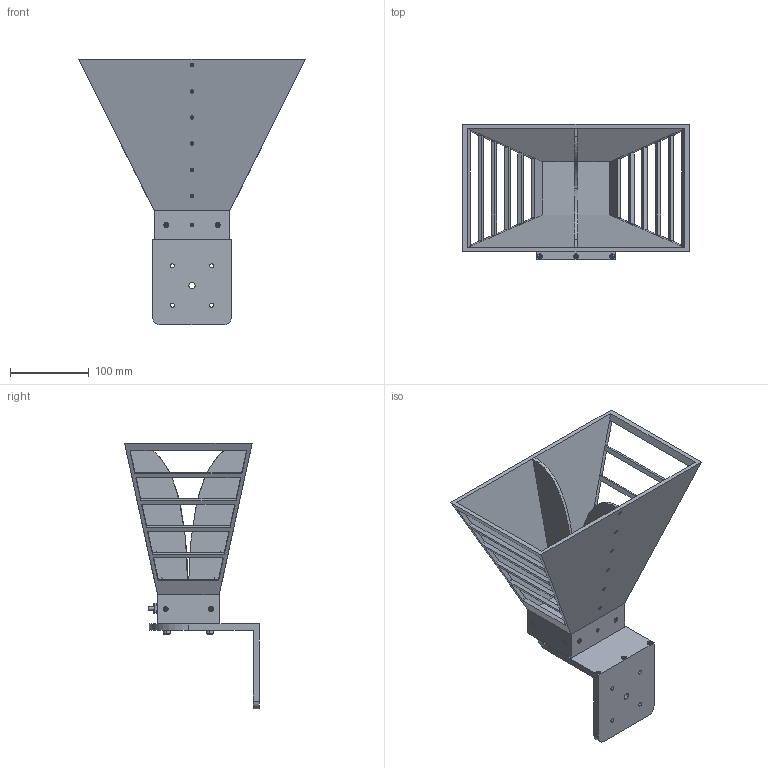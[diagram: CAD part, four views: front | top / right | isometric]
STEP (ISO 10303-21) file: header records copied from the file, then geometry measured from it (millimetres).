
FILE_DESCRIPTION (( 'STEP AP214' ), '1' );
FILE_NAME ('FMWAN1151_3D.step', '2023-07-25T16:58:05', ( '' ), ( '' ), 'SwSTEP 2.0', 'SolidWorks 2022', '' );
FILE_SCHEMA (( 'AUTOMOTIVE_DESIGN' ));
Length unit declared in the file: inch
Products named in the file (23): 1151 3D drawing4^1151 3D drawing_FMWAN1151; 1151 3D drawing21^1151 3D drawing_FMWAN1151; flat head screw_am_B18.6.7M - M3 x 0.5 x 8 Type I Cross Recessed FHMS --8N; MOUNTING_BRACKET-230026_MOUNTING BRACKET-2; 1151 3D drawing^FMWAN1151; 1151 3D drawing15^1151 3D drawing_FMWAN1151; 1151 3D drawing7^1151 3D drawing_FMWAN1151; FMWAN1151_3D; 1151 3D drawing1^1151 3D drawing_FMWAN1151; 1151 3D drawing5^1151 3D drawing_FMWAN1151; 1151 3D drawing6^1151 3D drawing_FMWAN1151; 1151 3D drawing20^1151 3D drawing_FMWAN1151; 1151 3D drawing13^1151 3D drawing_FMWAN1151; 1151 3D drawing22^1151 3D drawing_FMWAN1151; 1151 3D drawing2^1151 3D drawing_FMWAN1151; 1151 3D drawing14^1151 3D drawing_FMWAN1151; 1151 3D drawing9^1151 3D drawing_FMWAN1151; 1151 3D drawing12^1151 3D drawing_FMWAN1151; 1151 3D drawing11^1151 3D drawing_FMWAN1151; socket head cap screw_am_B18.3.1M - 5 x 0.8 x 6 Hex SHCS -- 8CHX; hardware-1^1151 3D drawing_FMWAN1151; 1151 3D drawing10^1151 3D drawing_FMWAN1151; 1151 3D drawing18^1151 3D drawing_FMWAN1151
Assembly tree (30 placements, depth 3):
  FMWAN1151_3D
    1151 3D drawing^FMWAN1151
      1151 3D drawing1^1151 3D drawing_FMWAN1151
      1151 3D drawing2^1151 3D drawing_FMWAN1151
      1151 3D drawing4^1151 3D drawing_FMWAN1151
      1151 3D drawing5^1151 3D drawing_FMWAN1151
      1151 3D drawing6^1151 3D drawing_FMWAN1151
      1151 3D drawing7^1151 3D drawing_FMWAN1151
      1151 3D drawing9^1151 3D drawing_FMWAN1151
      1151 3D drawing10^1151 3D drawing_FMWAN1151
      1151 3D drawing11^1151 3D drawing_FMWAN1151
      1151 3D drawing12^1151 3D drawing_FMWAN1151
      1151 3D drawing13^1151 3D drawing_FMWAN1151
      1151 3D drawing14^1151 3D drawing_FMWAN1151
      1151 3D drawing15^1151 3D drawing_FMWAN1151
      1151 3D drawing18^1151 3D drawing_FMWAN1151
      1151 3D drawing20^1151 3D drawing_FMWAN1151
      1151 3D drawing21^1151 3D drawing_FMWAN1151
      1151 3D drawing22^1151 3D drawing_FMWAN1151
      hardware-1^1151 3D drawing_FMWAN1151  x4
    MOUNTING_BRACKET-230026_MOUNTING BRACKET-2
    flat head screw_am_B18.6.7M - M3 x 0.5 x 8 Type I Cross Recessed FHMS --8N  x3
    socket head cap screw_am_B18.3.1M - 5 x 0.8 x 6 Hex SHCS -- 8CHX  x4
Bounding box: 288.17 x 171.47 x 338 mm (x, y, z)
Volume: 959485.6 mm3; surface area: 309500.8 mm2
Topology: 29 solids, 42 shells, 1446 faces, 3553 edges, 2223 vertices
Faces by surface type: plane 680, cylinder 526, cone 210, bspline 14, sphere 8, torus 8
Entity records: 45074 total; most frequent: CARTESIAN_POINT 14327, DIRECTION 6312, ORIENTED_EDGE 6108, EDGE_CURVE 3054, AXIS2_PLACEMENT_3D 2237, VERTEX_POINT 1944, VECTOR 1838, LINE 1838
